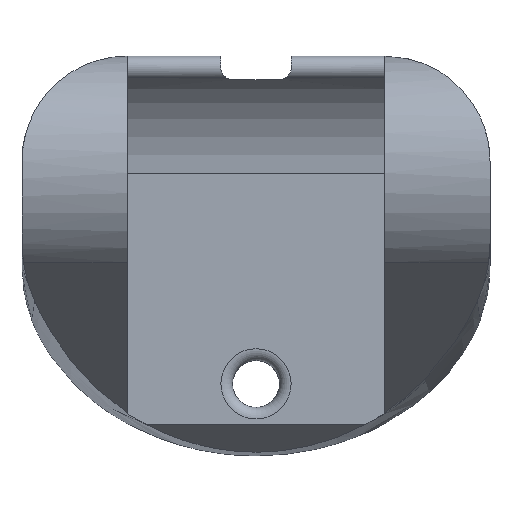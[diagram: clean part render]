
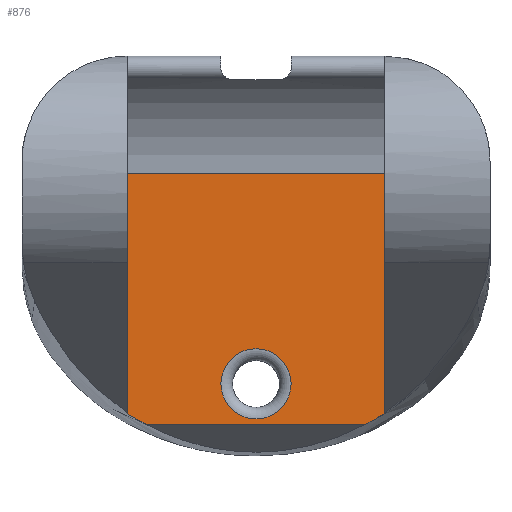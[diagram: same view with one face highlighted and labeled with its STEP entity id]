
A CAD part, top view. The second image highlights one B-rep face of the part: STEP entity #876.
In plain terms, the highlighted planar face has unit normal (0, 0, 1).
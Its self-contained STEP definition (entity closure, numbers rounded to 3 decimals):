
#23=FACE_BOUND('',#273,.T.);
#32=B_SPLINE_CURVE_WITH_KNOTS('',3,(#1306,#1307,#1308,#1309),
 .UNSPECIFIED.,.F.,.F.,(4,4),(-1.216,-1.124),
 .UNSPECIFIED.);
#33=B_SPLINE_CURVE_WITH_KNOTS('',3,(#1316,#1317,#1318,#1319),
 .UNSPECIFIED.,.F.,.F.,(4,4),(-0.151,-0.059),
 .UNSPECIFIED.);
#65=PLANE('',#944);
#90=LINE('',#1304,#147);
#91=LINE('',#1311,#148);
#92=LINE('',#1313,#149);
#93=LINE('',#1315,#150);
#147=VECTOR('',#1055,10.);
#148=VECTOR('',#1056,10.);
#149=VECTOR('',#1057,10.);
#150=VECTOR('',#1058,10.);
#224=FACE_OUTER_BOUND('',#272,.T.);
#272=EDGE_LOOP('',(#615,#616,#617,#618,#619,#620));
#273=EDGE_LOOP('',(#621));
#327=CIRCLE('',#942,1.5);
#375=VERTEX_POINT('',#1298);
#376=VERTEX_POINT('',#1302);
#377=VERTEX_POINT('',#1303);
#378=VERTEX_POINT('',#1305);
#379=VERTEX_POINT('',#1310);
#380=VERTEX_POINT('',#1312);
#381=VERTEX_POINT('',#1314);
#468=EDGE_CURVE('',#375,#375,#327,.T.);
#470=EDGE_CURVE('',#376,#377,#90,.T.);
#471=EDGE_CURVE('',#378,#377,#32,.T.);
#472=EDGE_CURVE('',#379,#378,#91,.T.);
#473=EDGE_CURVE('',#380,#379,#92,.T.);
#474=EDGE_CURVE('',#381,#380,#93,.T.);
#475=EDGE_CURVE('',#376,#381,#33,.T.);
#615=ORIENTED_EDGE('',*,*,#470,.T.);
#616=ORIENTED_EDGE('',*,*,#471,.F.);
#617=ORIENTED_EDGE('',*,*,#472,.F.);
#618=ORIENTED_EDGE('',*,*,#473,.F.);
#619=ORIENTED_EDGE('',*,*,#474,.F.);
#620=ORIENTED_EDGE('',*,*,#475,.F.);
#621=ORIENTED_EDGE('',*,*,#468,.F.);
#876=ADVANCED_FACE('',(#224,#23),#65,.T.);
#942=AXIS2_PLACEMENT_3D('',#1299,#1049,#1050);
#944=AXIS2_PLACEMENT_3D('',#1301,#1053,#1054);
#1049=DIRECTION('center_axis',(0.,0.,1.));
#1050=DIRECTION('ref_axis',(1.,0.,0.));
#1053=DIRECTION('center_axis',(0.,0.,1.));
#1054=DIRECTION('ref_axis',(0.,-1.,0.));
#1055=DIRECTION('',(1.,0.,0.));
#1056=DIRECTION('',(0.,-1.,0.));
#1057=DIRECTION('',(1.,0.,0.));
#1058=DIRECTION('',(0.,1.,0.));
#1298=CARTESIAN_POINT('',(1.5,-5.,15.));
#1299=CARTESIAN_POINT('Origin',(0.,-5.,15.));
#1301=CARTESIAN_POINT('Origin',(0.,4.,15.));
#1302=CARTESIAN_POINT('',(-4.694,-6.723,15.));
#1303=CARTESIAN_POINT('',(4.694,-6.723,15.));
#1304=CARTESIAN_POINT('',(0.,-6.723,15.));
#1305=CARTESIAN_POINT('',(5.5,-6.285,15.));
#1306=CARTESIAN_POINT('Ctrl Pts',(5.499,-6.285,15.));
#1307=CARTESIAN_POINT('Ctrl Pts',(5.243,-6.439,15.));
#1308=CARTESIAN_POINT('Ctrl Pts',(4.974,-6.586,15.));
#1309=CARTESIAN_POINT('Ctrl Pts',(4.694,-6.722,15.));
#1310=CARTESIAN_POINT('',(5.5,4.,15.));
#1311=CARTESIAN_POINT('',(5.5,4.,15.));
#1312=CARTESIAN_POINT('',(-5.5,4.,15.));
#1313=CARTESIAN_POINT('',(0.,4.,15.));
#1314=CARTESIAN_POINT('',(-5.5,-6.285,15.));
#1315=CARTESIAN_POINT('',(-5.5,4.,15.));
#1316=CARTESIAN_POINT('Ctrl Pts',(-4.691,-6.72,15.));
#1317=CARTESIAN_POINT('Ctrl Pts',(-4.972,-6.583,15.));
#1318=CARTESIAN_POINT('Ctrl Pts',(-5.241,-6.437,15.));
#1319=CARTESIAN_POINT('Ctrl Pts',(-5.499,-6.284,15.));
